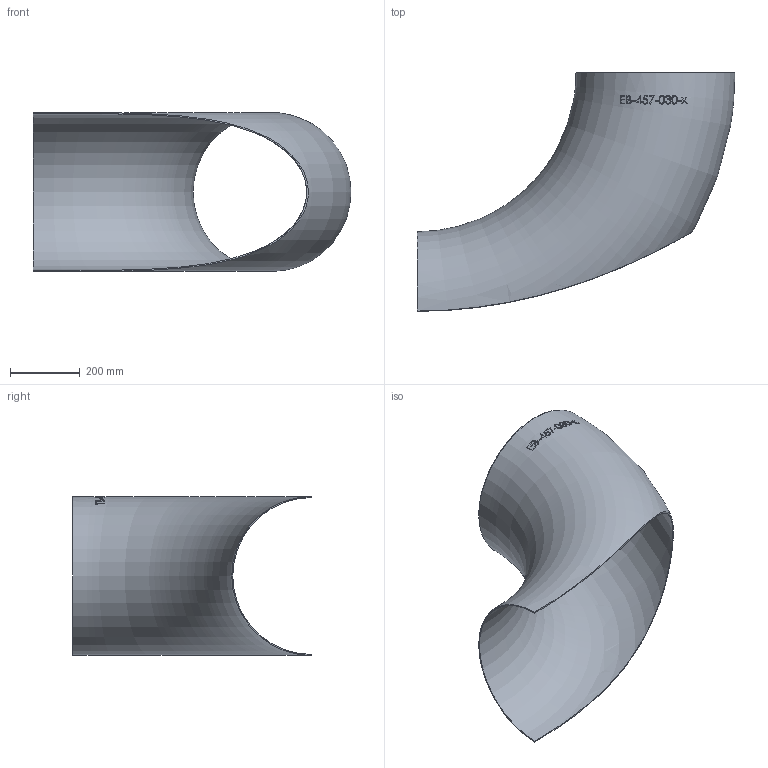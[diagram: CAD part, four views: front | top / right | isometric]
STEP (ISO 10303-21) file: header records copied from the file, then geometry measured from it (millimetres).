
FILE_DESCRIPTION (( 'STEP AP214' ), '1' );
FILE_NAME ('EB-457-030-x Einschweissbogen 1903.STEP', '2019-03-29T08:38:49', ( '' ), ( '' ), 'SwSTEP 2.0', 'SolidWorks 2016', '' );
FILE_SCHEMA (( 'AUTOMOTIVE_DESIGN' ));
Length unit declared in the file: millimetre
Products named in the file (1): EB-457-030-x Einschweissbogen 1903
Bounding box: 914.6 x 686 x 457.3 mm (x, y, z)
Volume: 3123883 mm3; surface area: 2097225.1 mm2
Topology: 1 solids, 1 shells, 145 faces, 384 edges, 257 vertices
Faces by surface type: plane 75, bspline 51, torus 19
Entity records: 12180 total; most frequent: CARTESIAN_POINT 7729, ORIENTED_EDGE 760, EDGE_CURVE 380, DIRECTION 322, VERTEX_POINT 255, B_SPLINE_CURVE_WITH_KNOTS 252, EDGE_LOOP 165, FACE_OUTER_BOUND 147
